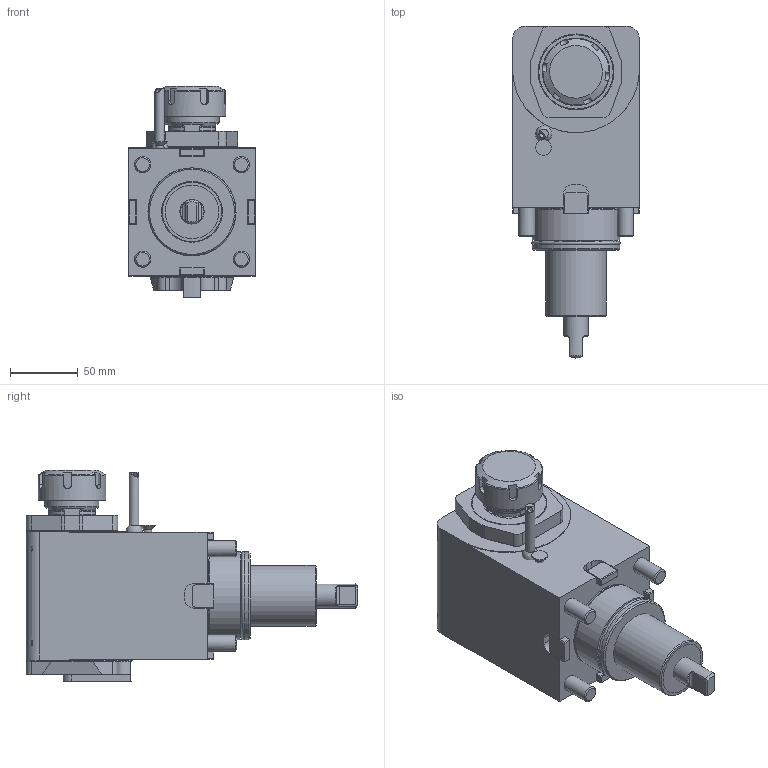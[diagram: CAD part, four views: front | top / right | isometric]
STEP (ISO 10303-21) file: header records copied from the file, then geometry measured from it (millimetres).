
FILE_DESCRIPTION (( 'STEP AP214' ), '1' );
FILE_NAME ('RRPPS32331UT65-1.STEP', '2023-09-12T06:32:40', ( '' ), ( '' ), 'SwSTEP 2.0', 'SolidWorks 2023', '' );
FILE_SCHEMA (( 'AUTOMOTIVE_DESIGN' ));
Length unit declared in the file: millimetre
Products named in the file (1): RRPPS32331UT65-1
Bounding box: 94 x 245.7 x 156.41 mm (x, y, z)
Volume: 1538075.2 mm3; surface area: 113261.5 mm2
Topology: 4 solids, 4 shells, 722 faces, 1895 edges, 1228 vertices
Faces by surface type: plane 431, bspline 118, cylinder 108, cone 46, torus 18, sphere 1
Full cylindrical faces by diameter (mm): 1.7 x1, 2.1 x1, 4 x1, 6 x1, 6.366 x1, 7 x1, 11.57 x1, 12 x4, 18 x1, 40 x2, 44 x1, 44.2 x1, 45 x1, 48 x1, 48.2 x1, 50 x1, 52 x1, 52.2 x1, 56 x1, 56.2 x1, 60.3 x3, 64.6 x1, 65 x2
Entity records: 28705 total; most frequent: CARTESIAN_POINT 12067, ORIENTED_EDGE 3632, DIRECTION 2930, EDGE_CURVE 1816, LINE 1208, VECTOR 1208, VERTEX_POINT 1202, AXIS2_PLACEMENT_3D 861
